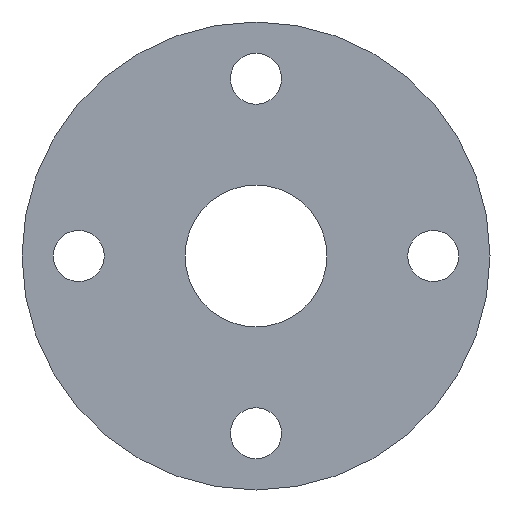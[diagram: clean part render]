
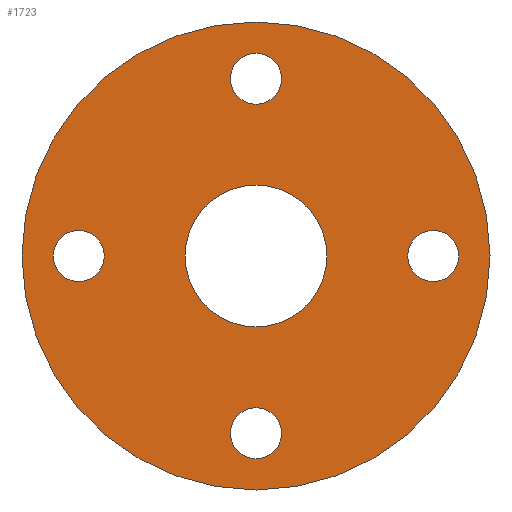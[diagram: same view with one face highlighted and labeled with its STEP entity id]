
A CAD part, left-side view. The second image highlights one B-rep face of the part: STEP entity #1723.
In plain terms, the highlighted planar face has unit normal (-1, 0, 0).
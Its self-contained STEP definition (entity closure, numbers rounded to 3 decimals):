
#276=PLANE('',#1904);
#349=FACE_BOUND('',#591,.T.);
#350=FACE_BOUND('',#592,.T.);
#351=FACE_BOUND('',#593,.T.);
#352=FACE_BOUND('',#594,.T.);
#353=FACE_BOUND('',#595,.T.);
#457=FACE_OUTER_BOUND('',#590,.T.);
#590=EDGE_LOOP('',(#1481));
#591=EDGE_LOOP('',(#1482));
#592=EDGE_LOOP('',(#1483));
#593=EDGE_LOOP('',(#1484));
#594=EDGE_LOOP('',(#1485));
#595=EDGE_LOOP('',(#1486));
#629=CIRCLE('',#1752,9.);
#630=CIRCLE('',#1754,9.);
#631=CIRCLE('',#1756,9.);
#635=CIRCLE('',#1763,9.);
#698=CIRCLE('',#1903,25.);
#699=CIRCLE('',#1905,82.5);
#716=VERTEX_POINT('',#2421);
#717=VERTEX_POINT('',#2424);
#718=VERTEX_POINT('',#2427);
#722=VERTEX_POINT('',#2438);
#857=VERTEX_POINT('',#2905);
#858=VERTEX_POINT('',#2908);
#875=EDGE_CURVE('',#716,#716,#629,.T.);
#876=EDGE_CURVE('',#717,#717,#630,.T.);
#877=EDGE_CURVE('',#718,#718,#631,.T.);
#881=EDGE_CURVE('',#722,#722,#635,.T.);
#1072=EDGE_CURVE('',#857,#857,#698,.T.);
#1073=EDGE_CURVE('',#858,#858,#699,.T.);
#1481=ORIENTED_EDGE('',*,*,#1073,.F.);
#1482=ORIENTED_EDGE('',*,*,#875,.T.);
#1483=ORIENTED_EDGE('',*,*,#876,.T.);
#1484=ORIENTED_EDGE('',*,*,#877,.T.);
#1485=ORIENTED_EDGE('',*,*,#881,.T.);
#1486=ORIENTED_EDGE('',*,*,#1072,.T.);
#1723=ADVANCED_FACE('',(#457,#349,#350,#351,#352,#353),#276,.T.);
#1752=AXIS2_PLACEMENT_3D('',#2422,#1957,#1958);
#1754=AXIS2_PLACEMENT_3D('',#2425,#1961,#1962);
#1756=AXIS2_PLACEMENT_3D('',#2428,#1965,#1966);
#1763=AXIS2_PLACEMENT_3D('',#2439,#1979,#1980);
#1903=AXIS2_PLACEMENT_3D('',#2906,#2355,#2356);
#1904=AXIS2_PLACEMENT_3D('',#2907,#2357,#2358);
#1905=AXIS2_PLACEMENT_3D('',#2909,#2359,#2360);
#1957=DIRECTION('center_axis',(1.,0.,0.));
#1958=DIRECTION('ref_axis',(0.,-1.,0.));
#1961=DIRECTION('center_axis',(1.,0.,0.));
#1962=DIRECTION('ref_axis',(0.,0.,1.));
#1965=DIRECTION('center_axis',(1.,0.,0.));
#1966=DIRECTION('ref_axis',(0.,1.,0.));
#1979=DIRECTION('center_axis',(1.,0.,0.));
#1980=DIRECTION('ref_axis',(0.,0.,-1.));
#2355=DIRECTION('center_axis',(1.,0.,0.));
#2356=DIRECTION('ref_axis',(0.,0.,-1.));
#2357=DIRECTION('center_axis',(-1.,0.,0.));
#2358=DIRECTION('ref_axis',(0.,0.,1.));
#2359=DIRECTION('center_axis',(1.,0.,0.));
#2360=DIRECTION('ref_axis',(0.,0.,-1.));
#2421=CARTESIAN_POINT('',(0.,9.,-62.5));
#2422=CARTESIAN_POINT('Origin',(0.,0.,
-62.5));
#2424=CARTESIAN_POINT('',(0.,-62.5,-9.));
#2425=CARTESIAN_POINT('Origin',(0.,-62.5,0.));
#2427=CARTESIAN_POINT('',(0.,-9.,62.5));
#2428=CARTESIAN_POINT('Origin',(0.,0.,
62.5));
#2438=CARTESIAN_POINT('',(0.,62.5,9.));
#2439=CARTESIAN_POINT('Origin',(0.,62.5,0.));
#2905=CARTESIAN_POINT('',(0.,25.,0.));
#2906=CARTESIAN_POINT('Origin',(0.,0.,0.));
#2907=CARTESIAN_POINT('Origin',(0.,82.5,0.));
#2908=CARTESIAN_POINT('',(0.,82.5,0.));
#2909=CARTESIAN_POINT('Origin',(0.,0.,0.));
